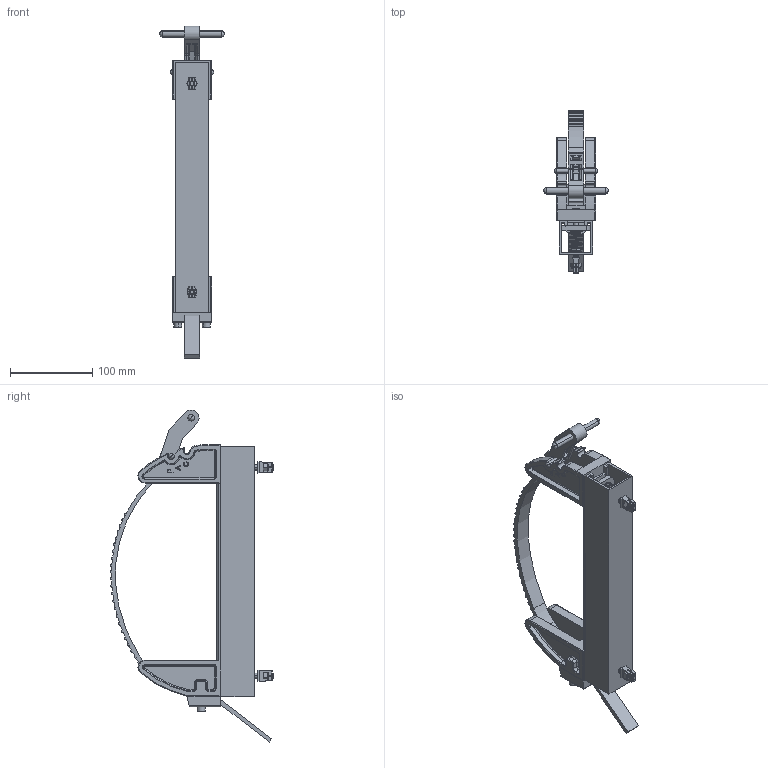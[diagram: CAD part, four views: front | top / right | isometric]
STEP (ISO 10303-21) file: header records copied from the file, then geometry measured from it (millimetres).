
FILE_DESCRIPTION (( 'STEP AP203' ), '1' );
FILE_NAME ('K5050-1.STEP', '2014-09-04T13:38:43', ( 'jgonzalez' ), ( '' ), 'SwSTEP 2.0', 'SolidWorks 2014', '' );
FILE_SCHEMA (( 'CONFIG_CONTROL_DESIGN' ));
Length unit declared in the file: inch
Products named in the file (16): 1006-3; 1006-1A; 2038_HBOLT 0.2500-20x1x1-N; 2074; 2069LN_MSHXNUT 0.250-20-S-N; 2075; 2035_10" apart; 2073; 2049; 2002_HX-SHCS 0.25-20x0.75x0.75-N; 7016; 2011; 7029; 2018_compressed; K5050-1; 2008 - IN USE SAM
Assembly tree (24 placements, depth 3):
  K5050-1
    1006-1A
    2074
    2075
    2073
    2002_HX-SHCS 0.25-20x0.75x0.75-N  x4
    2011  x2
    2018_compressed  x2
    2008 - IN USE SAM
    1006-3
    2035_10" apart
      2038_HBOLT 0.2500-20x1x1-N  x2
      2069LN_MSHXNUT 0.250-20-S-N  x2
    7029
      2049  x2
      7016  x2
Bounding box: 78.89 x 199.26 x 404.76 mm (x, y, z)
Volume: 454752.7 mm3; surface area: 234129.5 mm2
Topology: 26 solids, 26 shells, 1472 faces, 3589 edges, 2181 vertices
Faces by surface type: plane 459, cylinder 432, cone 292, torus 170, bspline 103, sphere 16
Entity records: 39135 total; most frequent: CARTESIAN_POINT 11481, DIRECTION 5583, ORIENTED_EDGE 5320, EDGE_CURVE 2660, AXIS2_PLACEMENT_3D 2159, VERTEX_POINT 1637, LINE 1265, VECTOR 1265
